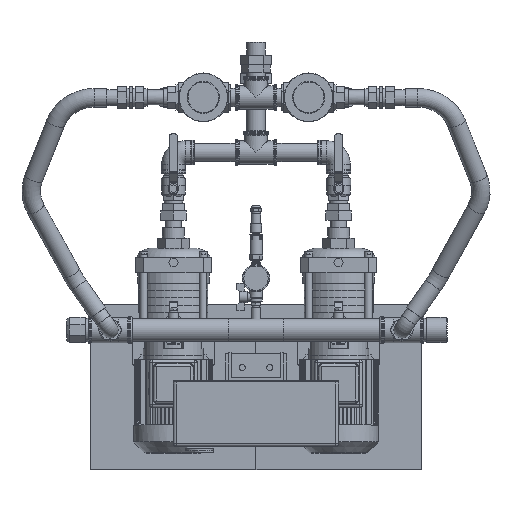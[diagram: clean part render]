
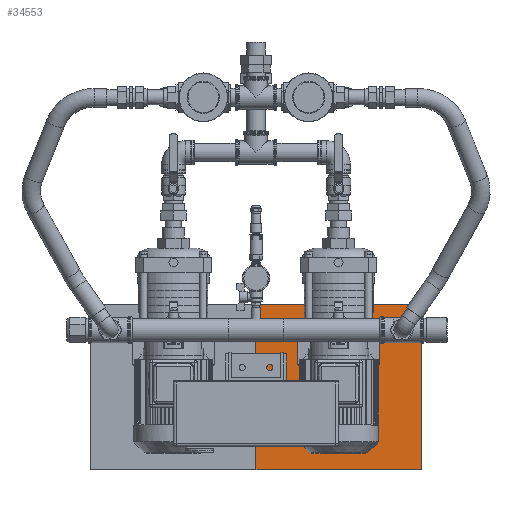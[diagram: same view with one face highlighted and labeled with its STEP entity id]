
A CAD part, top view. The second image highlights one B-rep face of the part: STEP entity #34553.
In plain terms, the highlighted planar face has unit normal (0, 0, 1).
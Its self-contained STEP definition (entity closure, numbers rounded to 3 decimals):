
#2074=LINE('',#56355,#5401);
#2095=LINE('',#56397,#5422);
#2097=LINE('',#56401,#5424);
#2098=LINE('',#56402,#5425);
#5401=VECTOR('',#44020,1.);
#5422=VECTOR('',#44051,10.);
#5424=VECTOR('',#44055,10.);
#5425=VECTOR('',#44056,10.);
#7947=PLANE('',#37442);
#10247=FACE_OUTER_BOUND('',#12552,.T.);
#12552=EDGE_LOOP('',(#28315,#28316,#28317,#28318));
#16968=VERTEX_POINT('',#56353);
#16969=VERTEX_POINT('',#56354);
#16985=VERTEX_POINT('',#56396);
#16986=VERTEX_POINT('',#56400);
#21063=EDGE_CURVE('',#16968,#16969,#2074,.T.);
#21084=EDGE_CURVE('',#16985,#16969,#2095,.T.);
#21086=EDGE_CURVE('',#16986,#16968,#2097,.T.);
#21087=EDGE_CURVE('',#16986,#16985,#2098,.T.);
#28315=ORIENTED_EDGE('',*,*,#21063,.F.);
#28316=ORIENTED_EDGE('',*,*,#21086,.F.);
#28317=ORIENTED_EDGE('',*,*,#21087,.T.);
#28318=ORIENTED_EDGE('',*,*,#21084,.T.);
#34553=ADVANCED_FACE('',(#10247),#7947,.T.);
#37442=AXIS2_PLACEMENT_3D('',#56399,#44053,#44054);
#44020=DIRECTION('',(0.,-1.,0.));
#44051=DIRECTION('',(1.,0.,0.));
#44053=DIRECTION('center_axis',(0.,0.,1.));
#44054=DIRECTION('ref_axis',(0.,-1.,0.));
#44055=DIRECTION('',(1.,0.,0.));
#44056=DIRECTION('',(0.,-1.,0.));
#56353=CARTESIAN_POINT('',(600.,47.5,50.));
#56354=CARTESIAN_POINT('',(600.,-252.5,50.));
#56355=CARTESIAN_POINT('',(600.,-102.5,50.));
#56396=CARTESIAN_POINT('',(300.,-252.5,50.));
#56397=CARTESIAN_POINT('',(600.,-252.5,50.));
#56399=CARTESIAN_POINT('Origin',(600.,-102.5,50.));
#56400=CARTESIAN_POINT('',(300.,47.5,50.));
#56401=CARTESIAN_POINT('',(600.,47.5,50.));
#56402=CARTESIAN_POINT('',(300.,-102.5,50.));
